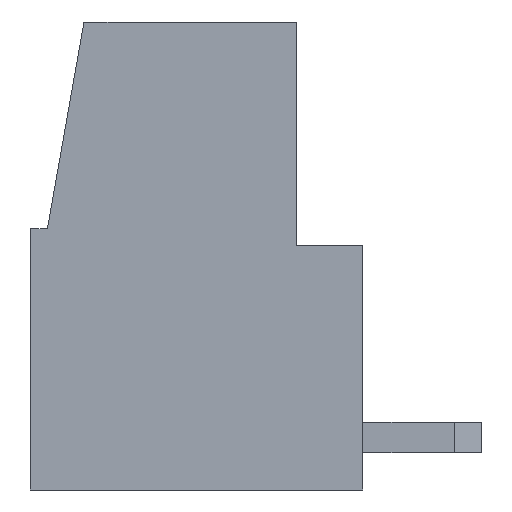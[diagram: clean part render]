
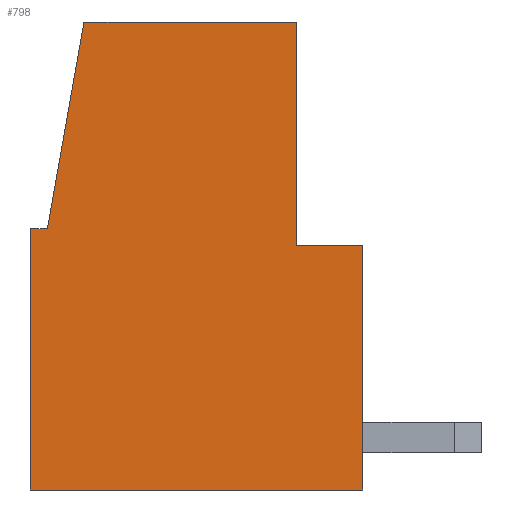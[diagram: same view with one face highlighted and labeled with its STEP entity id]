
A CAD part, left-side view. The second image highlights one B-rep face of the part: STEP entity #798.
In plain terms, the highlighted planar face has unit normal (-1, 0, 0).
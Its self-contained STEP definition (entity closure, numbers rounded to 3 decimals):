
#798 = ADVANCED_FACE( 'F0', ( #1634 ), #1635, .T. );
#1634 = FACE_OUTER_BOUND( '', #2516, .T. );
#1635 = PLANE( '', #2517 );
#2516 = EDGE_LOOP( '', ( #4682, #4683, #4684, #4685, #4686, #4687, #4688, #4689 ) );
#2517 = AXIS2_PLACEMENT_3D( '', #4690, #4691, #4692 );
#4682 = ORIENTED_EDGE( '', *, *, #5741, .F. );
#4683 = ORIENTED_EDGE( '', *, *, #5888, .F. );
#4684 = ORIENTED_EDGE( '', *, *, #5878, .F. );
#4685 = ORIENTED_EDGE( '', *, *, #6129, .T. );
#4686 = ORIENTED_EDGE( '', *, *, #6135, .F. );
#4687 = ORIENTED_EDGE( '', *, *, #6202, .F. );
#4688 = ORIENTED_EDGE( '', *, *, #5464, .F. );
#4689 = ORIENTED_EDGE( '', *, *, #6203, .F. );
#4690 = CARTESIAN_POINT( '', ( -2.54, 0., 0. ) );
#4691 = DIRECTION( '', ( -1., 0., 0. ) );
#4692 = DIRECTION( '', ( 0., 1., 0. ) );
#5464 = EDGE_CURVE( '', #6604, #6602, #6606, .T. );
#5741 = EDGE_CURVE( '', #7056, #7058, #7059, .T. );
#5878 = EDGE_CURVE( '', #7266, #7268, #7269, .T. );
#5888 = EDGE_CURVE( '', #7268, #7056, #7280, .T. );
#6129 = EDGE_CURVE( '', #7266, #7598, #7600, .T. );
#6135 = EDGE_CURVE( '', #7605, #7598, #7607, .T. );
#6202 = EDGE_CURVE( '', #6602, #7605, #7681, .T. );
#6203 = EDGE_CURVE( '', #7058, #6604, #7682, .T. );
#6602 = VERTEX_POINT( '', #8219 );
#6604 = VERTEX_POINT( '', #8222 );
#6606 = LINE( '', #8225, #8226 );
#7056 = VERTEX_POINT( '', #8888 );
#7058 = VERTEX_POINT( '', #8891 );
#7059 = LINE( '', #8892, #8893 );
#7266 = VERTEX_POINT( '', #9194 );
#7268 = VERTEX_POINT( '', #9197 );
#7269 = LINE( '', #9198, #9199 );
#7280 = LINE( '', #9216, #9217 );
#7598 = VERTEX_POINT( '', #9690 );
#7600 = LINE( '', #9693, #9694 );
#7605 = VERTEX_POINT( '', #9701 );
#7607 = LINE( '', #9704, #9705 );
#7681 = LINE( '', #9811, #9812 );
#7682 = LINE( '', #9813, #9814 );
#8219 = CARTESIAN_POINT( '', ( -2.54, -7.85, 7.2 ) );
#8222 = CARTESIAN_POINT( '', ( -2.54, -7.85, 13.8 ) );
#8225 = CARTESIAN_POINT( '', ( -2.54, -7.85, -3.05 ) );
#8226 = VECTOR( '', #10124, 1000. );
#8888 = CARTESIAN_POINT( '', ( -2.54, -0.5, 7.7 ) );
#8891 = CARTESIAN_POINT( '', ( -2.54, -1.576, 13.8 ) );
#8892 = CARTESIAN_POINT( '', ( -2.54, 1.396, -3.05 ) );
#8893 = VECTOR( '', #10356, 1000. );
#9194 = CARTESIAN_POINT( '', ( -2.54, 0., 0. ) );
#9197 = CARTESIAN_POINT( '', ( -2.54, 0., 7.7 ) );
#9198 = CARTESIAN_POINT( '', ( -2.54, 0., -3.05 ) );
#9199 = VECTOR( '', #10479, 1000. );
#9216 = CARTESIAN_POINT( '', ( -2.54, -21.3, 7.7 ) );
#9217 = VECTOR( '', #10486, 1000. );
#9690 = CARTESIAN_POINT( '', ( -2.54, -9.8, 0. ) );
#9693 = CARTESIAN_POINT( '', ( -2.54, -21.3, 0. ) );
#9694 = VECTOR( '', #10685, 1000. );
#9701 = CARTESIAN_POINT( '', ( -2.54, -9.8, 7.2 ) );
#9704 = CARTESIAN_POINT( '', ( -2.54, -9.8, -3.05 ) );
#9705 = VECTOR( '', #10689, 1000. );
#9811 = CARTESIAN_POINT( '', ( -2.54, -21.3, 7.2 ) );
#9812 = VECTOR( '', #10731, 1000. );
#9813 = CARTESIAN_POINT( '', ( -2.54, -21.3, 13.8 ) );
#9814 = VECTOR( '', #10732, 1000. );
#10124 = DIRECTION( '', ( 0., 0., -1. ) );
#10356 = DIRECTION( '', ( 0., -0.174, 0.985 ) );
#10479 = DIRECTION( '', ( 0., 0., 1. ) );
#10486 = DIRECTION( '', ( 0., -1., 0. ) );
#10685 = DIRECTION( '', ( 0., -1., 0. ) );
#10689 = DIRECTION( '', ( 0., 0., -1. ) );
#10731 = DIRECTION( '', ( 0., -1., 0. ) );
#10732 = DIRECTION( '', ( 0., -1., 0. ) );
